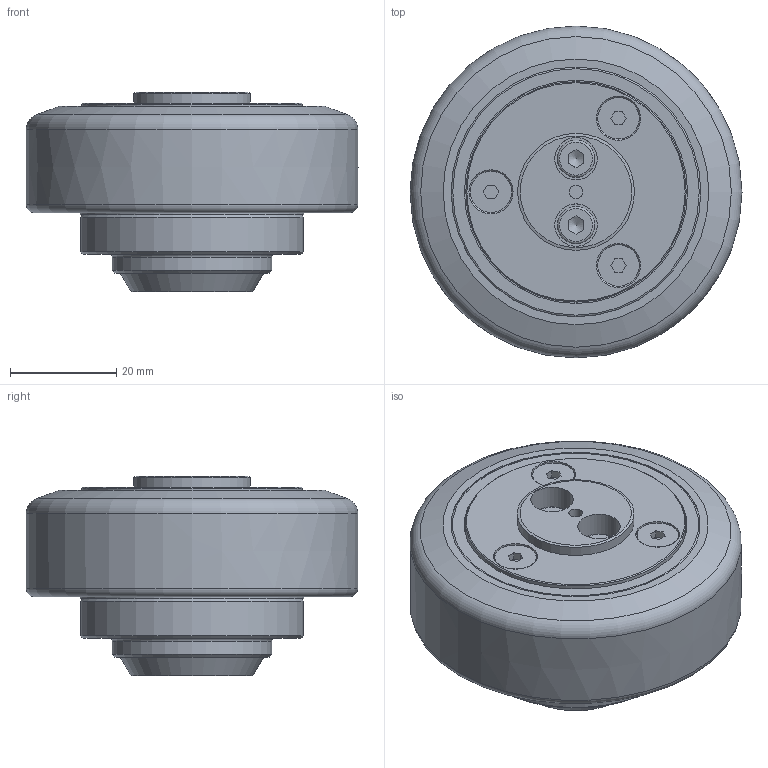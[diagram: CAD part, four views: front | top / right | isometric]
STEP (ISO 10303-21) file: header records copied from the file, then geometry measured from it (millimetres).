
FILE_DESCRIPTION(/* description */ ('-'),/* implementation_level */ '2;1');
FILE_NAME(/* name */ 'TR 060.0368.stp',/* time_stamp */ '2022-08-08T08:04:29+02:00',/* author */ ('seider'),/* organization */ (''),/* preprocessor_version */ 'ST-DEVELOPER v18.1',/* originating_system */ 'Autodesk Inventor 2020',/* authorisation */ '');
FILE_SCHEMA (('AUTOMOTIVE_DESIGN { 1 0 10303 214 3 1 1 }'));
Length unit declared in the file: millimetre
Products named in the file (1): TR 060.0368
Bounding box: 62.5 x 62.5 x 37.5 mm (x, y, z)
Volume: 66983.5 mm3; surface area: 21461.8 mm2
Topology: 1 solids, 1 shells, 126 faces, 335 edges, 240 vertices
Faces by surface type: plane 64, cylinder 37, cone 15, torus 9, bspline 1
Full cylindrical faces by diameter (mm): 2.5 x2, 3 x2, 4.917 x2, 7 x4, 7.8 x3, 8 x2, 8.3 x3, 22 x1, 30 x1, 38 x1, 41.5 x1, 42 x2, 42.1 x3, 42.971 x2, 45 x1, 45.5 x1, 47 x4, 50 x1
Entity records: 4441 total; most frequent: CARTESIAN_POINT 925, DIRECTION 735, ORIENTED_EDGE 664, EDGE_CURVE 332, AXIS2_PLACEMENT_3D 303, VERTEX_POINT 240, CIRCLE 177, EDGE_LOOP 164
